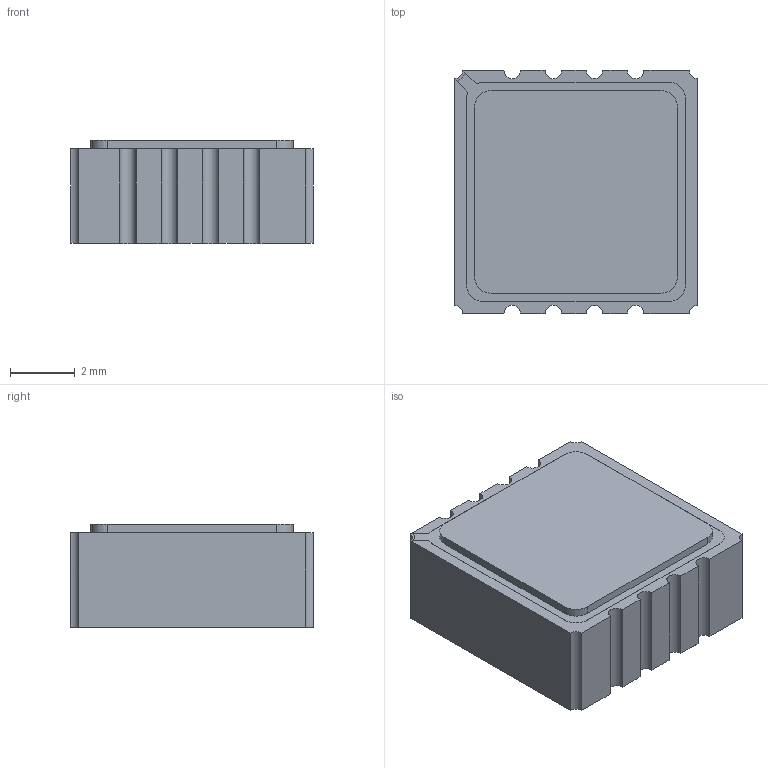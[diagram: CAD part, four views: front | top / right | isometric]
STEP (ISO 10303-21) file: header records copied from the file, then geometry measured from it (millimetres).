
FILE_DESCRIPTION((''),'2;1');
FILE_NAME('C-3038-0050-03','2021-05-07T01:37:23',('workeradm'),('TE Connectivity Ltd.'),'CREO PARAMETRIC BY PTC INC, 2019292','CREO PARAMETRIC BY PTC INC, 2019292','');
FILE_SCHEMA(('AUTOMOTIVE_DESIGN { 1 0 10303 214 1 1 1 1 }'));
Length unit declared in the file: millimetre
Products named in the file (1): C-3038-0050-03
Bounding box: 7.49 x 7.49 x 3.18 mm (x, y, z)
Volume: 170.9 mm3; surface area: 209.6 mm2
Topology: 1 solids, 1 shells, 84 faces, 248 edges, 168 vertices
Faces by surface type: plane 58, cylinder 26
Entity records: 2992 total; most frequent: CARTESIAN_POINT 502, ORIENTED_EDGE 496, DIRECTION 476, EDGE_CURVE 248, VECTOR 188, LINE 188, VERTEX_POINT 168, AXIS2_PLACEMENT_3D 144
